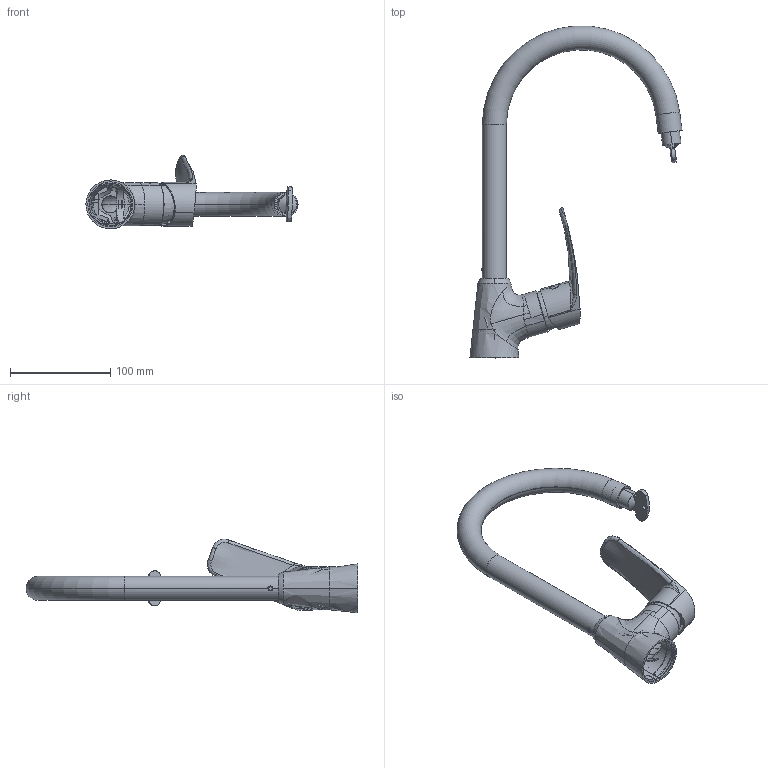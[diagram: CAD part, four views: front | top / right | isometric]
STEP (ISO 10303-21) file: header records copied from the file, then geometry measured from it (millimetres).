
FILE_DESCRIPTION (( 'STEP AP203' ), '1' );
FILE_NAME ('57EP03496.STEP', '2020-05-27T06:23:30', ( '' ), ( '' ), 'SwSTEP 2.0', 'SolidWorks 2018', '' );
FILE_SCHEMA (( 'CONFIG_CONTROL_DESIGN' ));
Length unit declared in the file: millimetre
Products named in the file (1): 57EP03496
Bounding box: 212.04 x 331.79 x 73.65 mm (x, y, z)
Surface area: 116855.1 mm2 (no closed solid volume)
Topology: 0 solids, 8 shells, 401 faces, 1066 edges, 691 vertices
Faces by surface type: bspline 176, plane 92, cylinder 83, cone 38, torus 10, sphere 2
Entity records: 43115 total; most frequent: CARTESIAN_POINT 34727, ORIENTED_EDGE 2086, DIRECTION 1179, EDGE_CURVE 1063, VERTEX_POINT 691, B_SPLINE_CURVE_WITH_KNOTS 532, AXIS2_PLACEMENT_3D 470, EDGE_LOOP 431
